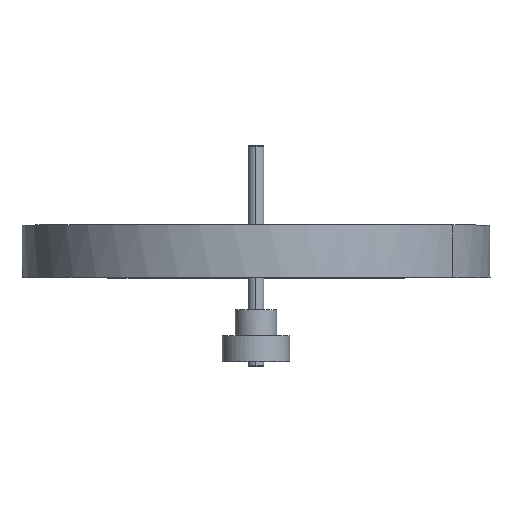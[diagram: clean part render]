
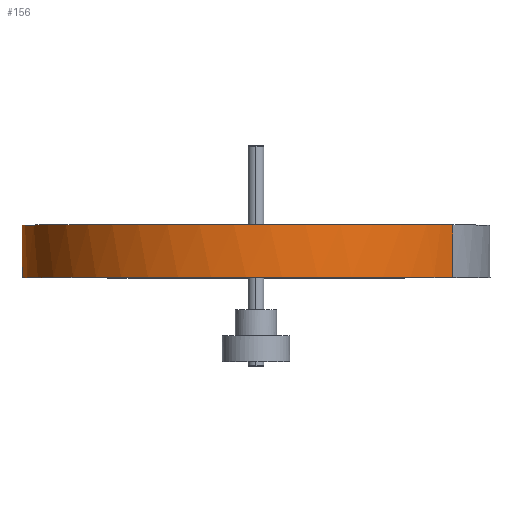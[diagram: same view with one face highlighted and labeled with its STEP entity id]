
A CAD part, top view. The second image highlights one B-rep face of the part: STEP entity #156.
In plain terms, the highlighted free-form (B-spline) face has degree [2, 1] with [5, 2] control points.
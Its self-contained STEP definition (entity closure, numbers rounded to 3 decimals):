
#156=ADVANCED_FACE('',(#205),#830,.T.);
#205=FACE_OUTER_BOUND('',#271,.T.);
#271=EDGE_LOOP('',(#485,#486,#487,#488));
#485=ORIENTED_EDGE('',*,*,#623,.F.);
#486=ORIENTED_EDGE('',*,*,#546,.F.);
#487=ORIENTED_EDGE('',*,*,#624,.F.);
#488=ORIENTED_EDGE('',*,*,#544,.F.);
#544=EDGE_CURVE('',#726,#727,#664,.T.);
#546=EDGE_CURVE('',#728,#725,#666,.T.);
#623=EDGE_CURVE('',#725,#726,#705,.T.);
#624=EDGE_CURVE('',#727,#728,#706,.T.);
#664=(
BOUNDED_CURVE()
B_SPLINE_CURVE(1,(#1284,#1285),.UNSPECIFIED.,.F.,.F.)
B_SPLINE_CURVE_WITH_KNOTS((2,2),(0.,10.106),.UNSPECIFIED.)
CURVE()
GEOMETRIC_REPRESENTATION_ITEM()
RATIONAL_B_SPLINE_CURVE((1.,1.))
REPRESENTATION_ITEM('')
);
#666=(
BOUNDED_CURVE()
B_SPLINE_CURVE(1,(#1291,#1292),.UNSPECIFIED.,.F.,.F.)
B_SPLINE_CURVE_WITH_KNOTS((2,2),(-10.106,0.),.UNSPECIFIED.)
CURVE()
GEOMETRIC_REPRESENTATION_ITEM()
RATIONAL_B_SPLINE_CURVE((1.,1.))
REPRESENTATION_ITEM('')
);
#705=(
BOUNDED_CURVE()
B_SPLINE_CURVE(2,(#1491,#1492,#1493,#1494,#1495),.UNSPECIFIED.,.F.,.F.)
B_SPLINE_CURVE_WITH_KNOTS((3,2,3),(0.,70.686,141.372),
 .UNSPECIFIED.)
CURVE()
GEOMETRIC_REPRESENTATION_ITEM()
RATIONAL_B_SPLINE_CURVE((1.,0.707,1.,0.707,1.))
REPRESENTATION_ITEM('')
);
#706=(
BOUNDED_CURVE()
B_SPLINE_CURVE(2,(#1496,#1497,#1498,#1499,#1500),.UNSPECIFIED.,.F.,.F.)
B_SPLINE_CURVE_WITH_KNOTS((3,2,3),(-141.372,-70.686,
0.),.UNSPECIFIED.)
CURVE()
GEOMETRIC_REPRESENTATION_ITEM()
RATIONAL_B_SPLINE_CURVE((1.,0.707,1.,0.707,1.))
REPRESENTATION_ITEM('')
);
#725=VERTEX_POINT('',#1223);
#726=VERTEX_POINT('',#1224);
#727=VERTEX_POINT('',#1225);
#728=VERTEX_POINT('',#1226);
#830=(
BOUNDED_SURFACE()
B_SPLINE_SURFACE(2,1,((#1203,#1204),(#1205,#1206),(#1207,#1208),(#1209,
#1210),(#1211,#1212)),.UNSPECIFIED.,.F.,.F.,.F.)
B_SPLINE_SURFACE_WITH_KNOTS((3,2,3),(2,2),(-141.372,-70.686,
0.),(0.,10.106),.UNSPECIFIED.)
GEOMETRIC_REPRESENTATION_ITEM()
RATIONAL_B_SPLINE_SURFACE(((1.,1.),(0.707,0.707),
(1.,1.),(0.707,0.707),(1.,1.)))
REPRESENTATION_ITEM('')
SURFACE()
);
#1203=CARTESIAN_POINT('',(83.755,-2.414,20.707));
#1204=CARTESIAN_POINT('',(83.755,7.692,20.707));
#1205=CARTESIAN_POINT('',(59.444,-2.414,58.575));
#1206=CARTESIAN_POINT('',(59.444,7.692,58.575));
#1207=CARTESIAN_POINT('',(97.312,-2.414,82.886));
#1208=CARTESIAN_POINT('',(97.312,7.692,82.886));
#1209=CARTESIAN_POINT('',(135.18,-2.414,107.197));
#1210=CARTESIAN_POINT('',(135.18,7.692,107.197));
#1211=CARTESIAN_POINT('',(159.491,-2.414,69.329));
#1212=CARTESIAN_POINT('',(159.491,7.692,69.329));
#1223=CARTESIAN_POINT('',(159.491,-2.414,69.329));
#1224=CARTESIAN_POINT('',(83.755,-2.414,20.707));
#1225=CARTESIAN_POINT('',(83.755,7.692,20.707));
#1226=CARTESIAN_POINT('',(159.491,7.692,69.329));
#1284=CARTESIAN_POINT('',(83.755,-2.414,20.707));
#1285=CARTESIAN_POINT('',(83.755,7.692,20.707));
#1291=CARTESIAN_POINT('',(159.491,7.692,69.329));
#1292=CARTESIAN_POINT('',(159.491,-2.414,69.329));
#1491=CARTESIAN_POINT('',(159.491,-2.414,69.329));
#1492=CARTESIAN_POINT('',(135.18,-2.414,107.197));
#1493=CARTESIAN_POINT('',(97.312,-2.414,82.886));
#1494=CARTESIAN_POINT('',(59.444,-2.414,58.575));
#1495=CARTESIAN_POINT('',(83.755,-2.414,20.707));
#1496=CARTESIAN_POINT('',(83.755,7.692,20.707));
#1497=CARTESIAN_POINT('',(59.444,7.692,58.575));
#1498=CARTESIAN_POINT('',(97.312,7.692,82.886));
#1499=CARTESIAN_POINT('',(135.18,7.692,107.197));
#1500=CARTESIAN_POINT('',(159.491,7.692,69.329));
